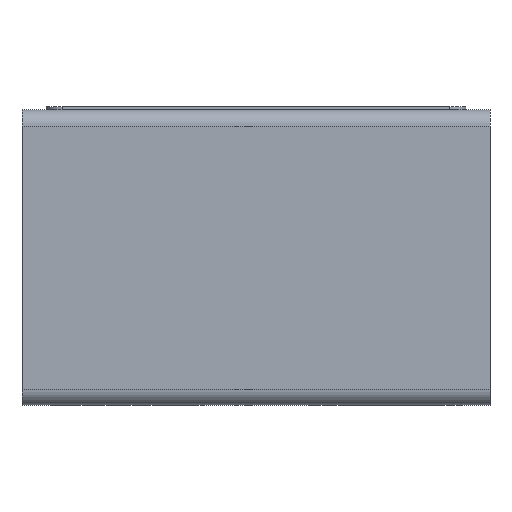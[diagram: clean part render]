
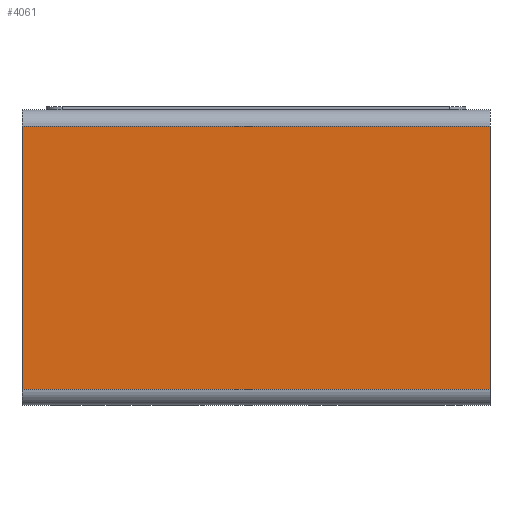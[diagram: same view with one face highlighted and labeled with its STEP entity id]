
A CAD part, left-side view. The second image highlights one B-rep face of the part: STEP entity #4061.
In plain terms, the highlighted planar face has unit normal (-1, 0, 0).
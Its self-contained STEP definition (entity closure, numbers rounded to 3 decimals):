
#48=PLANE($,#4388);
#257=LINE($,#6188,#672);
#270=LINE($,#6234,#685);
#334=LINE($,#6417,#749);
#335=LINE($,#6419,#750);
#672=VECTOR($,#4885,16.3);
#685=VECTOR($,#4928,16.3);
#749=VECTOR($,#5116,29.);
#750=VECTOR($,#5119,29.);
#1094=FACE_OUTER_BOUND($,#1333,.T.);
#1333=EDGE_LOOP($,(#3043,#3044,#3045,#3046));
#1804=VERTEX_POINT($,#6185);
#1805=VERTEX_POINT($,#6187);
#1822=VERTEX_POINT($,#6231);
#1823=VERTEX_POINT($,#6233);
#2203=EDGE_CURVE($,#1805,#1804,#257,.T.);
#2227=EDGE_CURVE($,#1823,#1822,#270,.T.);
#2318=EDGE_CURVE($,#1804,#1823,#334,.T.);
#2319=EDGE_CURVE($,#1805,#1822,#335,.T.);
#3043=ORIENTED_EDGE($,*,*,#2227,.T.);
#3044=ORIENTED_EDGE($,*,*,#2319,.F.);
#3045=ORIENTED_EDGE($,*,*,#2203,.T.);
#3046=ORIENTED_EDGE($,*,*,#2318,.T.);
#4061=ADVANCED_FACE($,(#1094),#48,.T.);
#4388=AXIS2_PLACEMENT_3D($,#6418,#5117,#5118);
#4885=DIRECTION($,(0.,0.,1.));
#4928=DIRECTION($,(0.,0.,-1.));
#5116=DIRECTION($,(0.,1.,0.));
#5117=DIRECTION('center_axis',(-1.,0.,0.));
#5118=DIRECTION('ref_axis',(0.,0.,1.));
#5119=DIRECTION($,(0.,1.,0.));
#6185=CARTESIAN_POINT('',(-16.5,0.,7.8));
#6187=CARTESIAN_POINT('',(-16.5,0.,-8.5));
#6188=CARTESIAN_POINT($,(-16.5,0.,-8.5));
#6231=CARTESIAN_POINT('',(-16.5,29.,-8.5));
#6233=CARTESIAN_POINT('',(-16.5,29.,7.8));
#6234=CARTESIAN_POINT($,(-16.5,29.,-8.5));
#6417=CARTESIAN_POINT($,(-16.5,0.,7.8));
#6418=CARTESIAN_POINT('Origin',(-16.5,0.,7.8));
#6419=CARTESIAN_POINT($,(-16.5,0.,-8.5));
